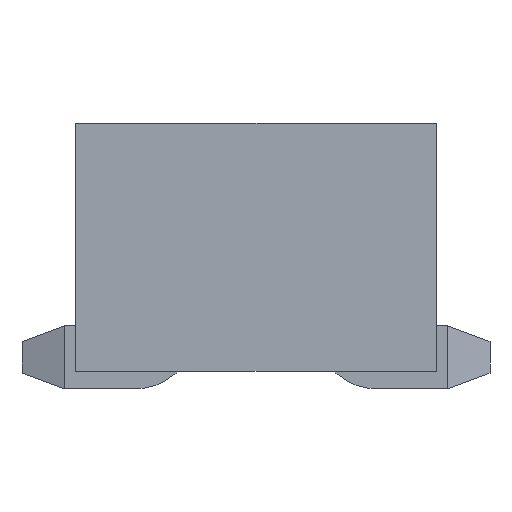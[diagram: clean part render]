
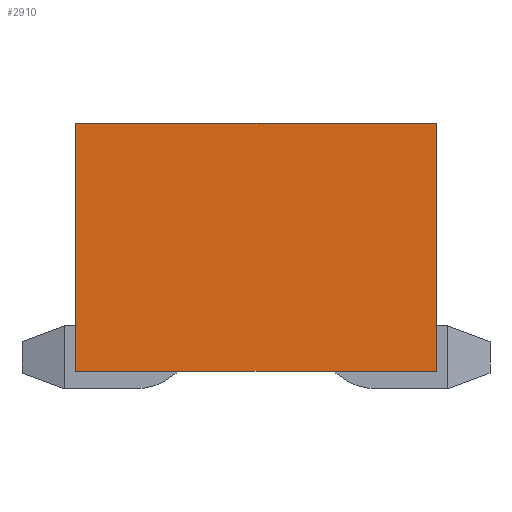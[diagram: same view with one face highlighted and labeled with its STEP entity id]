
A CAD part, left-side view. The second image highlights one B-rep face of the part: STEP entity #2910.
In plain terms, the highlighted planar face has unit normal (-1, 0, 0).
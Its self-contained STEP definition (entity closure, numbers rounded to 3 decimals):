
#144=FACE_OUTER_BOUND('',#334,.T.);
#334=EDGE_LOOP('',(#2207,#2208,#2209,#2210));
#439=LINE('',#4008,#827);
#603=LINE('',#4337,#991);
#607=LINE('',#4344,#995);
#609=LINE('',#4347,#997);
#827=VECTOR('',#3235,10.);
#991=VECTOR('',#3529,10.);
#995=VECTOR('',#3535,10.);
#997=VECTOR('',#3539,10.);
#1215=VERTEX_POINT('',#4006);
#1216=VERTEX_POINT('',#4007);
#1315=VERTEX_POINT('',#4335);
#1316=VERTEX_POINT('',#4336);
#1463=EDGE_CURVE('',#1215,#1216,#439,.T.);
#1627=EDGE_CURVE('',#1315,#1316,#603,.T.);
#1631=EDGE_CURVE('',#1316,#1216,#607,.T.);
#1633=EDGE_CURVE('',#1215,#1315,#609,.T.);
#2207=ORIENTED_EDGE('',*,*,#1633,.T.);
#2208=ORIENTED_EDGE('',*,*,#1627,.T.);
#2209=ORIENTED_EDGE('',*,*,#1631,.T.);
#2210=ORIENTED_EDGE('',*,*,#1463,.F.);
#2744=PLANE('',#3107);
#2910=ADVANCED_FACE('',(#144),#2744,.F.);
#3107=AXIS2_PLACEMENT_3D('',#4350,#3543,#3544);
#3235=DIRECTION('',(0.,1.,0.));
#3529=DIRECTION('',(0.,1.,0.));
#3535=DIRECTION('',(0.,0.,-1.));
#3539=DIRECTION('',(0.,0.,1.));
#3543=DIRECTION('center_axis',(1.,0.,0.));
#3544=DIRECTION('ref_axis',(0.,0.,-1.));
#4006=CARTESIAN_POINT('',(-2.19,-3.81,0.25));
#4007=CARTESIAN_POINT('',(-2.19,1.27,0.25));
#4008=CARTESIAN_POINT('',(-2.19,1.27,0.25));
#4335=CARTESIAN_POINT('',(-2.19,-3.81,3.75));
#4336=CARTESIAN_POINT('',(-2.19,1.27,3.75));
#4337=CARTESIAN_POINT('',(-2.19,-3.81,3.75));
#4344=CARTESIAN_POINT('',(-2.19,1.27,1.78));
#4347=CARTESIAN_POINT('',(-2.19,-3.81,1.78));
#4350=CARTESIAN_POINT('Origin',(-2.19,-1.27,2.765));
